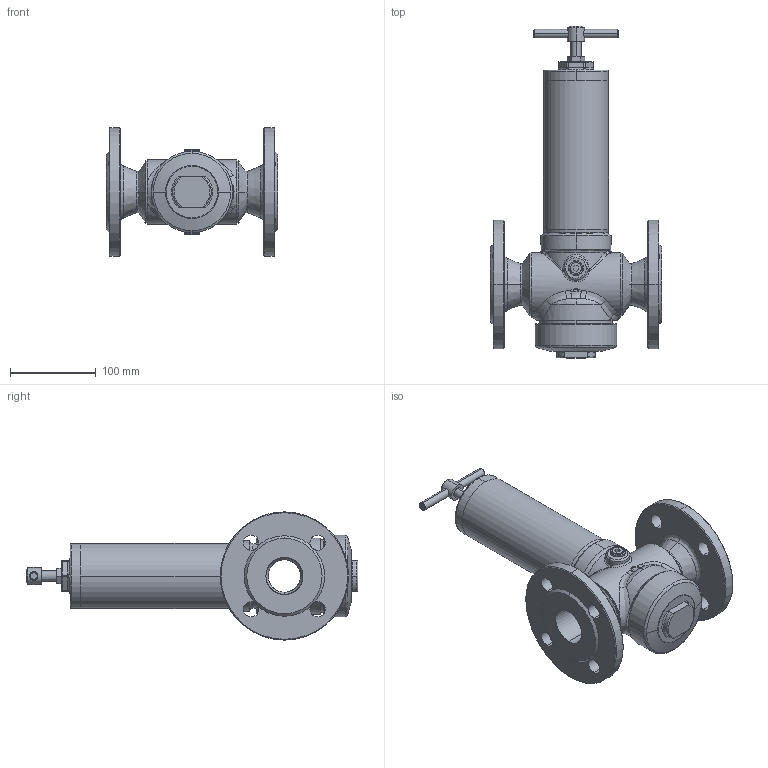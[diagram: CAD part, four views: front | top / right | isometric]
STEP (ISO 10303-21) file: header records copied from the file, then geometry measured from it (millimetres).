
FILE_DESCRIPTION (( 'STEP AP203' ), '1' );
FILE_NAME ('Typ_71-BG_III-D040.STEP', '2021-03-11T07:56:48', ( '' ), ( '' ), 'SwSTEP 2.0', 'SolidWorks 2016', '' );
FILE_SCHEMA (( 'CONFIG_CONTROL_DESIGN' ));
Length unit declared in the file: millimetre
Products named in the file (1): Typ_71-BG_III-D040
Bounding box: 200 x 388 x 150 mm (x, y, z)
Volume: 1057486.1 mm3; surface area: 314988.2 mm2
Topology: 10 solids, 10 shells, 503 faces, 1210 edges, 738 vertices
Faces by surface type: cylinder 155, cone 141, bspline 118, plane 89
Entity records: 23524 total; most frequent: CARTESIAN_POINT 12276, ORIENTED_EDGE 2408, DIRECTION 2301, EDGE_CURVE 1204, AXIS2_PLACEMENT_3D 983, VERTEX_POINT 738, CIRCLE 597, EDGE_LOOP 556
